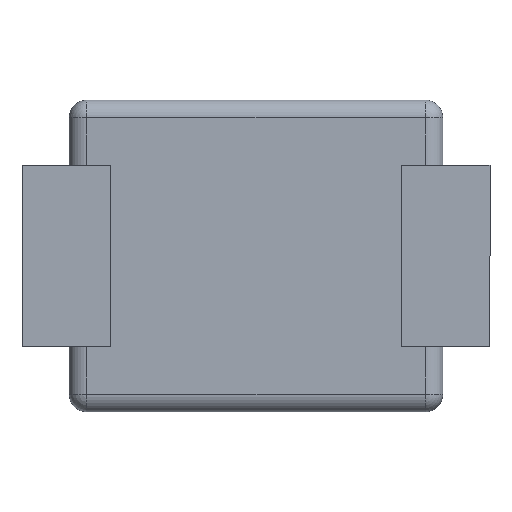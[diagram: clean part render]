
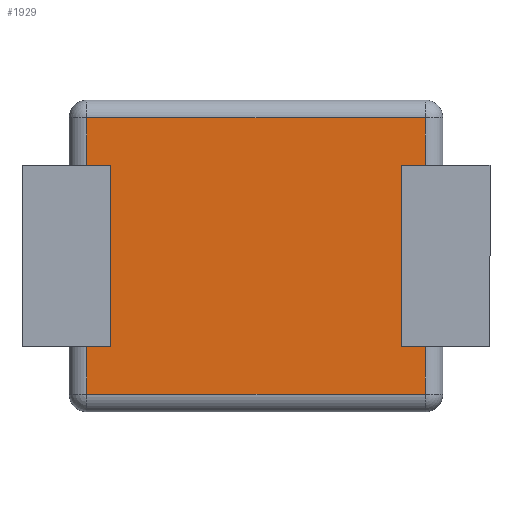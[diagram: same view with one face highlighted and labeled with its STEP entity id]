
A CAD part, front view. The second image highlights one B-rep face of the part: STEP entity #1929.
In plain terms, the highlighted planar face has unit normal (0, -1, 0).
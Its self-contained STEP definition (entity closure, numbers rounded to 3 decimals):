
#26 = EDGE_CURVE ( 'NONE', #558, #1247, #77, .T. ) ;
#48 = LINE ( 'NONE', #2144, #949 ) ;
#50 = ORIENTED_EDGE ( 'NONE', *, *, #505, .T. ) ;
#77 = LINE ( 'NONE', #886, #2313 ) ;
#81 = VECTOR ( 'NONE', #506, 1000. ) ;
#110 = LINE ( 'NONE', #2035, #442 ) ;
#173 = VECTOR ( 'NONE', #2185, 1000. ) ;
#264 = ORIENTED_EDGE ( 'NONE', *, *, #1370, .T. ) ;
#322 = VERTEX_POINT ( 'NONE', #1928 ) ;
#358 = ORIENTED_EDGE ( 'NONE', *, *, #1082, .T. ) ;
#363 = CARTESIAN_POINT ( 'NONE',  ( 0., 0., 1.566 ) ) ;
#372 = VECTOR ( 'NONE', #2107, 1000. ) ;
#392 = EDGE_CURVE ( 'NONE', #1404, #322, #1968, .T. ) ;
#414 = LINE ( 'NONE', #1412, #546 ) ;
#415 = CARTESIAN_POINT ( 'NONE',  ( 1.916, 0., 0. ) ) ;
#419 = CARTESIAN_POINT ( 'NONE',  ( 1.916, 0., 1.025 ) ) ;
#430 = VERTEX_POINT ( 'NONE', #419 ) ;
#441 = CARTESIAN_POINT ( 'NONE',  ( -1.65, 0., 0. ) ) ;
#442 = VECTOR ( 'NONE', #2166, 1000. ) ;
#502 = LINE ( 'NONE', #415, #2138 ) ;
#505 = EDGE_CURVE ( 'NONE', #979, #2109, #48, .T. ) ;
#506 = DIRECTION ( 'NONE',  ( 1., 0., 0. ) ) ;
#513 = AXIS2_PLACEMENT_3D ( 'NONE', #848, #2410, #2401 ) ;
#526 = EDGE_CURVE ( 'NONE', #2260, #2089, #2171, .T. ) ;
#546 = VECTOR ( 'NONE', #658, 1000. ) ;
#558 = VERTEX_POINT ( 'NONE', #651 ) ;
#572 = ORIENTED_EDGE ( 'NONE', *, *, #2257, .T. ) ;
#616 = VERTEX_POINT ( 'NONE', #641 ) ;
#624 = CARTESIAN_POINT ( 'NONE',  ( 1.65, 0., -1.025 ) ) ;
#627 = LINE ( 'NONE', #721, #988 ) ;
#641 = CARTESIAN_POINT ( 'NONE',  ( -1.916, 0., -1.025 ) ) ;
#650 = ORIENTED_EDGE ( 'NONE', *, *, #2190, .T. ) ;
#651 = CARTESIAN_POINT ( 'NONE',  ( -1.916, 0., -1.566 ) ) ;
#658 = DIRECTION ( 'NONE',  ( 0., 0., -1. ) ) ;
#706 = VERTEX_POINT ( 'NONE', #2238 ) ;
#721 = CARTESIAN_POINT ( 'NONE',  ( -1.916, 0., 0. ) ) ;
#741 = ORIENTED_EDGE ( 'NONE', *, *, #2318, .T. ) ;
#838 = LINE ( 'NONE', #839, #2402 ) ;
#839 = CARTESIAN_POINT ( 'NONE',  ( 1.916, 0., 0. ) ) ;
#848 = CARTESIAN_POINT ( 'NONE',  ( 0., 0., 0. ) ) ;
#852 = EDGE_CURVE ( 'NONE', #616, #558, #627, .T. ) ;
#873 = PLANE ( 'NONE',  #513 ) ;
#874 = ORIENTED_EDGE ( 'NONE', *, *, #392, .T. ) ;
#886 = CARTESIAN_POINT ( 'NONE',  ( 0., 0., -1.566 ) ) ;
#910 = CARTESIAN_POINT ( 'NONE',  ( -1.65, 0., 1.025 ) ) ;
#949 = VECTOR ( 'NONE', #2328, 1000. ) ;
#965 = DIRECTION ( 'NONE',  ( 0., 0., 1. ) ) ;
#976 = VECTOR ( 'NONE', #2237, 1000. ) ;
#979 = VERTEX_POINT ( 'NONE', #624 ) ;
#986 = LINE ( 'NONE', #1397, #173 ) ;
#988 = VECTOR ( 'NONE', #1131, 1000. ) ;
#1062 = DIRECTION ( 'NONE',  ( 1., 0., 0. ) ) ;
#1063 = EDGE_CURVE ( 'NONE', #2089, #616, #986, .T. ) ;
#1082 = EDGE_CURVE ( 'NONE', #1247, #706, #838, .T. ) ;
#1131 = DIRECTION ( 'NONE',  ( 0., 0., -1. ) ) ;
#1141 = VERTEX_POINT ( 'NONE', #1244 ) ;
#1160 = ORIENTED_EDGE ( 'NONE', *, *, #26, .T. ) ;
#1244 = CARTESIAN_POINT ( 'NONE',  ( -1.916, 0., 1.025 ) ) ;
#1247 = VERTEX_POINT ( 'NONE', #1479 ) ;
#1370 = EDGE_CURVE ( 'NONE', #322, #1141, #414, .T. ) ;
#1397 = CARTESIAN_POINT ( 'NONE',  ( 0., 0., -1.025 ) ) ;
#1400 = EDGE_LOOP ( 'NONE', ( #358, #572, #50, #741, #650, #874, #264, #2322, #1547, #2227, #1636, #1160 ) ) ;
#1404 = VERTEX_POINT ( 'NONE', #2210 ) ;
#1412 = CARTESIAN_POINT ( 'NONE',  ( -1.916, 0., 0. ) ) ;
#1479 = CARTESIAN_POINT ( 'NONE',  ( 1.916, 0., -1.566 ) ) ;
#1547 = ORIENTED_EDGE ( 'NONE', *, *, #526, .T. ) ;
#1636 = ORIENTED_EDGE ( 'NONE', *, *, #852, .T. ) ;
#1674 = CARTESIAN_POINT ( 'NONE',  ( 0., 0., 1.025 ) ) ;
#1787 = DIRECTION ( 'NONE',  ( 0., 0., -1. ) ) ;
#1838 = EDGE_CURVE ( 'NONE', #1141, #2260, #2390, .T. ) ;
#1928 = CARTESIAN_POINT ( 'NONE',  ( -1.916, 0., 1.566 ) ) ;
#1929 = ADVANCED_FACE ( 'NONE', ( #2028 ), #873, .F. ) ;
#1968 = LINE ( 'NONE', #363, #372 ) ;
#2028 = FACE_OUTER_BOUND ( 'NONE', #1400, .T. ) ;
#2035 = CARTESIAN_POINT ( 'NONE',  ( 0., 0., -1.025 ) ) ;
#2089 = VERTEX_POINT ( 'NONE', #2241 ) ;
#2107 = DIRECTION ( 'NONE',  ( -1., 0., 0. ) ) ;
#2109 = VERTEX_POINT ( 'NONE', #2346 ) ;
#2138 = VECTOR ( 'NONE', #965, 1000. ) ;
#2144 = CARTESIAN_POINT ( 'NONE',  ( 1.65, 0., 0. ) ) ;
#2166 = DIRECTION ( 'NONE',  ( -1., 0., 0. ) ) ;
#2171 = LINE ( 'NONE', #441, #2232 ) ;
#2185 = DIRECTION ( 'NONE',  ( -1., 0., 0. ) ) ;
#2190 = EDGE_CURVE ( 'NONE', #430, #1404, #502, .T. ) ;
#2210 = CARTESIAN_POINT ( 'NONE',  ( 1.916, 0., 1.566 ) ) ;
#2227 = ORIENTED_EDGE ( 'NONE', *, *, #1063, .T. ) ;
#2232 = VECTOR ( 'NONE', #1787, 1000. ) ;
#2237 = DIRECTION ( 'NONE',  ( 1., 0., 0. ) ) ;
#2238 = CARTESIAN_POINT ( 'NONE',  ( 1.916, 0., -1.025 ) ) ;
#2241 = CARTESIAN_POINT ( 'NONE',  ( -1.65, 0., -1.025 ) ) ;
#2257 = EDGE_CURVE ( 'NONE', #706, #979, #110, .T. ) ;
#2260 = VERTEX_POINT ( 'NONE', #910 ) ;
#2313 = VECTOR ( 'NONE', #1062, 1000. ) ;
#2318 = EDGE_CURVE ( 'NONE', #2109, #430, #2472, .T. ) ;
#2322 = ORIENTED_EDGE ( 'NONE', *, *, #1838, .T. ) ;
#2328 = DIRECTION ( 'NONE',  ( 0., 0., 1. ) ) ;
#2346 = CARTESIAN_POINT ( 'NONE',  ( 1.65, 0., 1.025 ) ) ;
#2390 = LINE ( 'NONE', #1674, #976 ) ;
#2401 = DIRECTION ( 'NONE',  ( 0., 0., 1. ) ) ;
#2402 = VECTOR ( 'NONE', #2422, 1000. ) ;
#2410 = DIRECTION ( 'NONE',  ( 0., 1., 0. ) ) ;
#2422 = DIRECTION ( 'NONE',  ( 0., 0., 1. ) ) ;
#2431 = CARTESIAN_POINT ( 'NONE',  ( 0., 0., 1.025 ) ) ;
#2472 = LINE ( 'NONE', #2431, #81 ) ;
